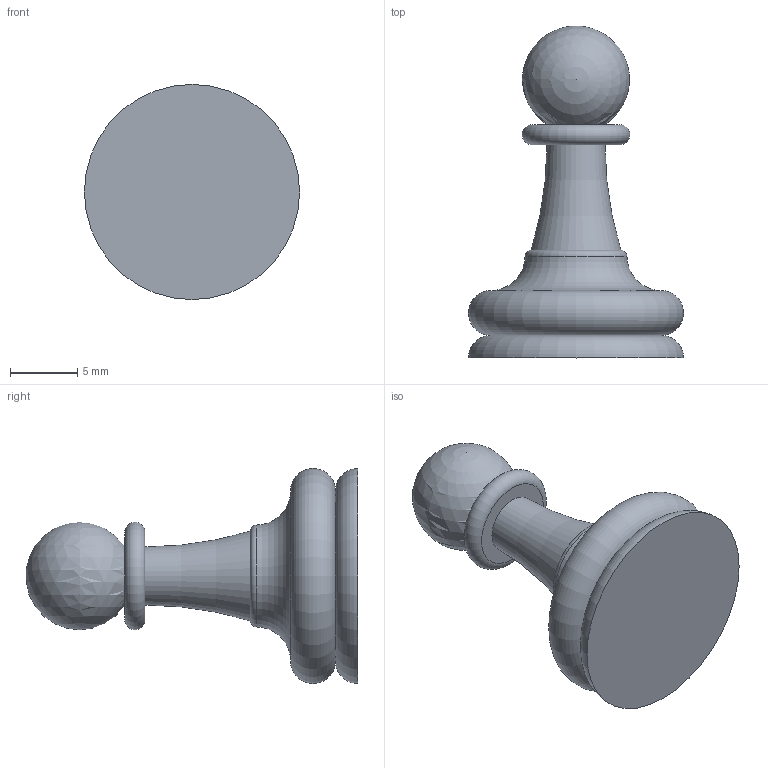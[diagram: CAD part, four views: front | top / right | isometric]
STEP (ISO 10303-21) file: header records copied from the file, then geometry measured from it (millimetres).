
FILE_DESCRIPTION(/* description */ (''),/* implementation_level */ '2;1');
FILE_NAME(/* name */ 'chess_bauer v1.step',/* time_stamp */ '2021-03-21T00:12:07+01:00',/* author */ (''),/* organization */ (''),/* preprocessor_version */ 'ST-DEVELOPER v18.1',/* originating_system */ 'Autodesk Translation Framework v9.10.0.1330',/* authorisation */ '');
FILE_SCHEMA (('AUTOMOTIVE_DESIGN { 1 0 10303 214 3 1 1 }'));
Length unit declared in the file: millimetre
Products named in the file (1): chess_bauer
Bounding box: 16 x 24.67 x 16 mm (x, y, z)
Volume: 1587.4 mm3; surface area: 1105.5 mm2
Topology: 1 solids, 1 shells, 10 faces, 18 edges, 11 vertices
Faces by surface type: torus 6, plane 3, sphere 1
Entity records: 277 total; most frequent: DIRECTION 54, CARTESIAN_POINT 38, ORIENTED_EDGE 32, AXIS2_PLACEMENT_3D 27, CIRCLE 16, EDGE_CURVE 16, EDGE_LOOP 13, VERTEX_POINT 11
